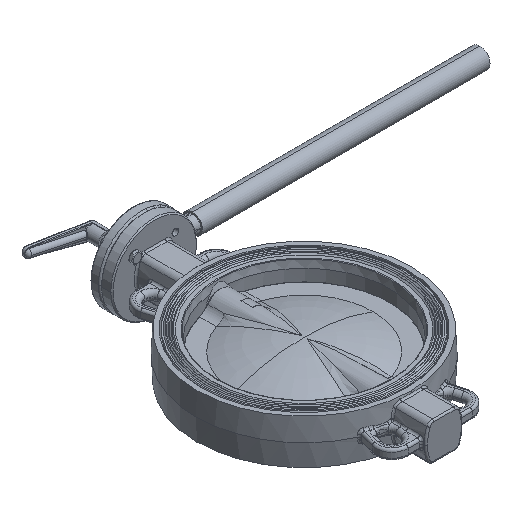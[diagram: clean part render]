
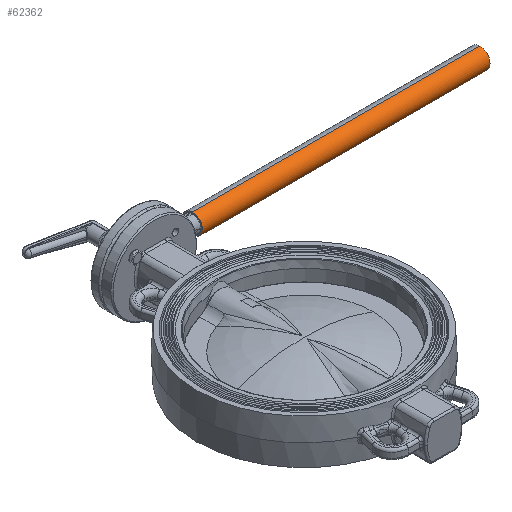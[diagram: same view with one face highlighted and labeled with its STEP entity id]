
A CAD part, isometric view. The second image highlights one B-rep face of the part: STEP entity #62362.
In plain terms, the highlighted cylindrical face has radius 17.5 mm (diameter 35 mm), a partial arc.
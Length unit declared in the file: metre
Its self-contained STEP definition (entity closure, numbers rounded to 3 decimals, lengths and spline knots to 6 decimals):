
#1087 = DIRECTION ( 'NONE',  ( 0., 0., 1. ) ) ;
#2375 = EDGE_CURVE ( 'NONE', #4711, #56134, #25452, .T. ) ;
#4711 = VERTEX_POINT ( 'NONE', #60341 ) ;
#5168 = CARTESIAN_POINT ( 'NONE',  ( 0.1, 0.29425, 0.0175 ) ) ;
#12039 = VERTEX_POINT ( 'NONE', #5168 ) ;
#13048 = CARTESIAN_POINT ( 'NONE',  ( 0.1, 0.29425, 0. ) ) ;
#15394 = CARTESIAN_POINT ( 'NONE',  ( 0.6, 0.29425, 0. ) ) ;
#20611 = DIRECTION ( 'NONE',  ( 1., 0., 0. ) ) ;
#21210 = CYLINDRICAL_SURFACE ( 'NONE', #65878, 0.0175 ) ;
#24304 = ORIENTED_EDGE ( 'NONE', *, *, #87272, .F. ) ;
#25452 = CIRCLE ( 'NONE', #87586, 0.0175 ) ;
#27314 = DIRECTION ( 'NONE',  ( -1., 0., 0. ) ) ;
#27397 = CARTESIAN_POINT ( 'NONE',  ( 0.1, 0.29425, 0.0175 ) ) ;
#28871 = VECTOR ( 'NONE', #58605, 1. ) ;
#39047 = ORIENTED_EDGE ( 'NONE', *, *, #68324, .T. ) ;
#41169 = ORIENTED_EDGE ( 'NONE', *, *, #2375, .F. ) ;
#42637 = CARTESIAN_POINT ( 'NONE',  ( 0.1, 0.29425, -0.0175 ) ) ;
#46158 = DIRECTION ( 'NONE',  ( 1., 0., 0. ) ) ;
#52420 = DIRECTION ( 'NONE',  ( 0., 0., 1. ) ) ;
#53875 = VECTOR ( 'NONE', #20611, 1. ) ;
#56134 = VERTEX_POINT ( 'NONE', #77638 ) ;
#56338 = EDGE_CURVE ( 'NONE', #12039, #4711, #83664, .T. ) ;
#56352 = EDGE_LOOP ( 'NONE', ( #24304, #39047, #41169, #60188 ) ) ;
#58605 = DIRECTION ( 'NONE',  ( 1., 0., 0. ) ) ;
#60188 = ORIENTED_EDGE ( 'NONE', *, *, #56338, .F. ) ;
#60341 = CARTESIAN_POINT ( 'NONE',  ( 0.6, 0.29425, 0.0175 ) ) ;
#62362 = ADVANCED_FACE ( 'NONE', ( #89839 ), #21210, .T. ) ;
#65878 = AXIS2_PLACEMENT_3D ( 'NONE', #13048, #68285, #67252 ) ;
#65939 = CARTESIAN_POINT ( 'NONE',  ( 0.1, 0.29425, -0.0175 ) ) ;
#67252 = DIRECTION ( 'NONE',  ( 0., 0., 1. ) ) ;
#68285 = DIRECTION ( 'NONE',  ( 1., 0., 0. ) ) ;
#68324 = EDGE_CURVE ( 'NONE', #76146, #56134, #82499, .T. ) ;
#76146 = VERTEX_POINT ( 'NONE', #65939 ) ;
#77638 = CARTESIAN_POINT ( 'NONE',  ( 0.6, 0.29425, -0.0175 ) ) ;
#82499 = LINE ( 'NONE', #42637, #53875 ) ;
#82575 = CARTESIAN_POINT ( 'NONE',  ( 0.1, 0.29425, 0. ) ) ;
#83664 = LINE ( 'NONE', #27397, #28871 ) ;
#87272 = EDGE_CURVE ( 'NONE', #76146, #12039, #96529, .T. ) ;
#87586 = AXIS2_PLACEMENT_3D ( 'NONE', #15394, #46158, #1087 ) ;
#89839 = FACE_OUTER_BOUND ( 'NONE', #56352, .T. ) ;
#96529 = CIRCLE ( 'NONE', #99855, 0.0175 ) ;
#99855 = AXIS2_PLACEMENT_3D ( 'NONE', #82575, #27314, #52420 ) ;
